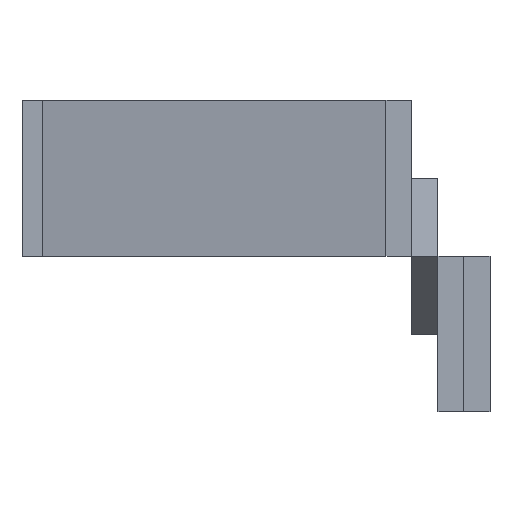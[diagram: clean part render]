
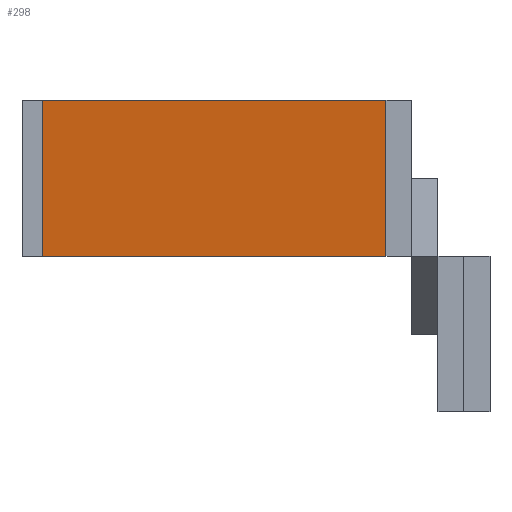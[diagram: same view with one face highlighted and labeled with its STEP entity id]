
A CAD part, left-side view. The second image highlights one B-rep face of the part: STEP entity #298.
In plain terms, the highlighted free-form (B-spline) face has degree [1, 1] with [2, 2] control points.
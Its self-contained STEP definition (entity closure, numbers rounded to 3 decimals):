
#60 = VERTEX_POINT('',#61);
#61 = CARTESIAN_POINT('',(569.94,1739.091,0.));
#255 = VERTEX_POINT('',#256);
#256 = CARTESIAN_POINT('',(3468.425,0.,0.));
#261 = EDGE_CURVE('',#60,#255,#262,.T.);
#262 = B_SPLINE_CURVE_WITH_KNOTS('',1,(#263,#264),.UNSPECIFIED.,.F.,.F.,
  (2,2),(0.,3916.68),.PIECEWISE_BEZIER_KNOTS.);
#263 = CARTESIAN_POINT('',(569.94,1739.091,0.));
#264 = CARTESIAN_POINT('',(3468.425,0.,0.));
#275 = EDGE_CURVE('',#60,#276,#278,.T.);
#276 = VERTEX_POINT('',#277);
#277 = CARTESIAN_POINT('',(569.94,1739.091,
    -789.148));
#278 = B_SPLINE_CURVE_WITH_KNOTS('',1,(#279,#280),.UNSPECIFIED.,.F.,.F.,
  (2,2),(0.,914.4),.PIECEWISE_BEZIER_KNOTS.);
#279 = CARTESIAN_POINT('',(569.94,1739.091,0.));
#280 = CARTESIAN_POINT('',(569.94,1739.091,
    -789.148));
#298 = ADVANCED_FACE('',(#299),#315,.T.);
#299 = FACE_BOUND('',#300,.F.);
#300 = EDGE_LOOP('',(#301,#302,#309,#314));
#301 = ORIENTED_EDGE('',*,*,#261,.T.);
#302 = ORIENTED_EDGE('',*,*,#303,.T.);
#303 = EDGE_CURVE('',#255,#304,#306,.T.);
#304 = VERTEX_POINT('',#305);
#305 = CARTESIAN_POINT('',(3468.425,0.,-789.148));
#306 = B_SPLINE_CURVE_WITH_KNOTS('',1,(#307,#308),.UNSPECIFIED.,.F.,.F.,
  (2,2),(0.,914.4),.PIECEWISE_BEZIER_KNOTS.);
#307 = CARTESIAN_POINT('',(3468.425,0.,0.));
#308 = CARTESIAN_POINT('',(3468.425,0.,-789.148));
#309 = ORIENTED_EDGE('',*,*,#310,.F.);
#310 = EDGE_CURVE('',#276,#304,#311,.T.);
#311 = B_SPLINE_CURVE_WITH_KNOTS('',1,(#312,#313),.UNSPECIFIED.,.F.,.F.,
  (2,2),(0.,3916.68),.PIECEWISE_BEZIER_KNOTS.);
#312 = CARTESIAN_POINT('',(569.94,1739.091,
    -789.148));
#313 = CARTESIAN_POINT('',(3468.425,0.,
    -789.148));
#314 = ORIENTED_EDGE('',*,*,#275,.F.);
#315 = B_SPLINE_SURFACE_WITH_KNOTS('',1,1,(
    (#316,#317)
    ,(#318,#319
    )),.UNSPECIFIED.,.F.,.F.,.F.,(2,2),(2,2),(0.,3916.68),(
    -914.4,0.),.PIECEWISE_BEZIER_KNOTS.);
#316 = CARTESIAN_POINT('',(569.94,1739.091,
    -789.148));
#317 = CARTESIAN_POINT('',(569.94,1739.091,0.));
#318 = CARTESIAN_POINT('',(3468.425,0.,
    -789.148));
#319 = CARTESIAN_POINT('',(3468.425,0.,0.));
